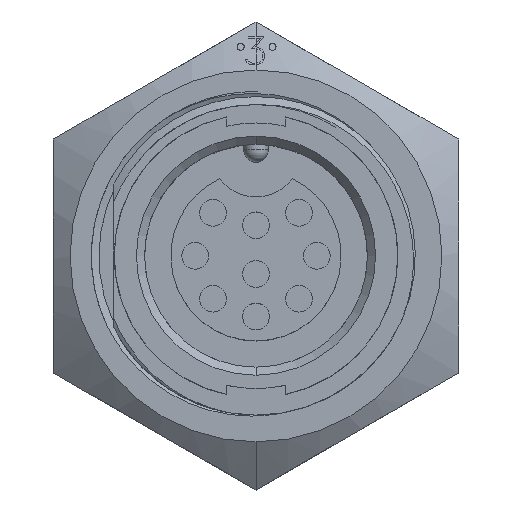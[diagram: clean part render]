
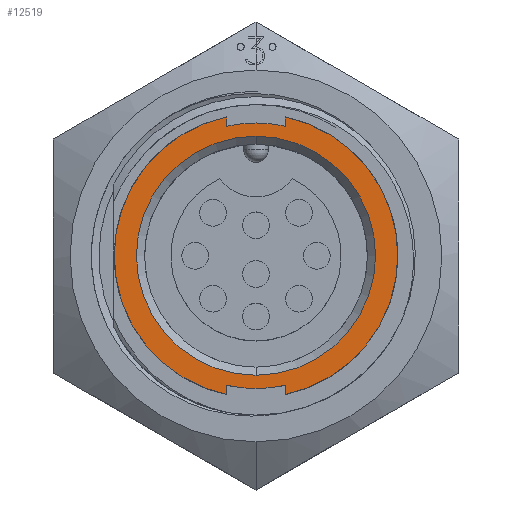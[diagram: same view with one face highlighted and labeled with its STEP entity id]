
A CAD part, top view. The second image highlights one B-rep face of the part: STEP entity #12519.
In plain terms, the highlighted planar face has unit normal (0, 0, 1).
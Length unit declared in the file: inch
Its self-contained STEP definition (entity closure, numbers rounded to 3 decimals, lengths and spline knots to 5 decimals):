
#4028 = PLANE ( 'NONE',  #18696 ) ;
#4029 = CARTESIAN_POINT ( 'NONE',  ( 0., 0.295, 0. ) ) ;
#4030 = DIRECTION ( 'NONE',  ( 0., 0., -1. ) ) ;
#4031 = DIRECTION ( 'NONE',  ( 0., 1., 0. ) ) ;
#4523 = CARTESIAN_POINT ( 'NONE',  ( 0., 0., 0. ) ) ;
#4530 = DIRECTION ( 'NONE',  ( 0., 0., 1. ) ) ;
#4531 = DIRECTION ( 'NONE',  ( 0., -1., 0. ) ) ;
#4541 = CARTESIAN_POINT ( 'NONE',  ( 0., 0., 0. ) ) ;
#4542 = DIRECTION ( 'NONE',  ( 0., 0., -1. ) ) ;
#4543 = DIRECTION ( 'NONE',  ( 1., 0., 0. ) ) ;
#4572 = CARTESIAN_POINT ( 'NONE',  ( 0., 0., 0. ) ) ;
#4576 = DIRECTION ( 'NONE',  ( 0., 0., -1. ) ) ;
#4577 = DIRECTION ( 'NONE',  ( 1., 0., 0. ) ) ;
#6058 = AXIS2_PLACEMENT_3D ( 'NONE', #6643, #6644, #6645 ) ;
#6060 = AXIS2_PLACEMENT_3D ( 'NONE', #6637, #6641, #6642 ) ;
#6065 = VECTOR ( 'NONE', #6610, 39.37008 ) ;
#6067 = AXIS2_PLACEMENT_3D ( 'NONE', #6604, #6617, #6618 ) ;
#6069 = AXIS2_PLACEMENT_3D ( 'NONE', #6646, #6647, #6648 ) ;
#6071 = VECTOR ( 'NONE', #6625, 39.37008 ) ;
#6072 = VECTOR ( 'NONE', #6628, 39.37008 ) ;
#6074 = AXIS2_PLACEMENT_3D ( 'NONE', #6619, #6635, #6636 ) ;
#6077 = VECTOR ( 'NONE', #6640, 39.37008 ) ;
#6604 = CARTESIAN_POINT ( 'NONE',  ( 0., 0., 0. ) ) ;
#6608 = LINE ( 'NONE', #6609, #6065 ) ;
#6609 = CARTESIAN_POINT ( 'NONE',  ( -0.0725, -0.31937, 0. ) ) ;
#6610 = DIRECTION ( 'NONE',  ( 0., -1., 0. ) ) ;
#6617 = DIRECTION ( 'NONE',  ( 0., 0., 1. ) ) ;
#6618 = DIRECTION ( 'NONE',  ( 0., -1., 0. ) ) ;
#6619 = CARTESIAN_POINT ( 'NONE',  ( 0., 0., 0. ) ) ;
#6623 = LINE ( 'NONE', #6624, #6071 ) ;
#6624 = CARTESIAN_POINT ( 'NONE',  ( -0.0725, 0.34241, 0. ) ) ;
#6625 = DIRECTION ( 'NONE',  ( 0., -1., 0. ) ) ;
#6626 = LINE ( 'NONE', #6627, #6072 ) ;
#6627 = CARTESIAN_POINT ( 'NONE',  ( 0.0725, 0.34241, 0. ) ) ;
#6628 = DIRECTION ( 'NONE',  ( 0., 1., 0. ) ) ;
#6635 = DIRECTION ( 'NONE',  ( 0., 0., 1. ) ) ;
#6636 = DIRECTION ( 'NONE',  ( 0., -1., 0. ) ) ;
#6637 = CARTESIAN_POINT ( 'NONE',  ( 0., 0., 0. ) ) ;
#6638 = LINE ( 'NONE', #6639, #6077 ) ;
#6639 = CARTESIAN_POINT ( 'NONE',  ( 0.0725, -0.31937, 0. ) ) ;
#6640 = DIRECTION ( 'NONE',  ( 0., 1., 0. ) ) ;
#6641 = DIRECTION ( 'NONE',  ( 0., 0., -1. ) ) ;
#6642 = DIRECTION ( 'NONE',  ( 1., 0., 0. ) ) ;
#6643 = CARTESIAN_POINT ( 'NONE',  ( 0., 0., 0. ) ) ;
#6644 = DIRECTION ( 'NONE',  ( 0., 0., -1. ) ) ;
#6645 = DIRECTION ( 'NONE',  ( 1., 0., 0. ) ) ;
#6646 = CARTESIAN_POINT ( 'NONE',  ( 0., 0., 0. ) ) ;
#6647 = DIRECTION ( 'NONE',  ( 0., 0., 1. ) ) ;
#6648 = DIRECTION ( 'NONE',  ( 0., -1., 0. ) ) ;
#10583 = EDGE_LOOP ( 'NONE', ( #14575, #14576, #14577, #14574, #14578, #14579, #14580, #14581, #14582, #14583 ) ) ;
#10599 = EDGE_LOOP ( 'NONE', ( #14585, #14586 ) ) ;
#11941 = VERTEX_POINT ( 'NONE', #16712 ) ;
#11952 = VERTEX_POINT ( 'NONE', #16723 ) ;
#11956 = VERTEX_POINT ( 'NONE', #16727 ) ;
#11958 = VERTEX_POINT ( 'NONE', #16729 ) ;
#11959 = VERTEX_POINT ( 'NONE', #16730 ) ;
#11960 = VERTEX_POINT ( 'NONE', #16731 ) ;
#12061 = VERTEX_POINT ( 'NONE', #16832 ) ;
#12062 = VERTEX_POINT ( 'NONE', #16833 ) ;
#12063 = VERTEX_POINT ( 'NONE', #16834 ) ;
#12064 = VERTEX_POINT ( 'NONE', #16835 ) ;
#12076 = VERTEX_POINT ( 'NONE', #16847 ) ;
#12077 = VERTEX_POINT ( 'NONE', #16848 ) ;
#12519 = ADVANCED_FACE ( 'NONE', ( #18688, #18694 ), #4028, .F. ) ;
#12664 = EDGE_CURVE ( 'NONE', #11958, #11941, #13366, .T. ) ;
#12668 = EDGE_CURVE ( 'NONE', #11956, #11952, #13368, .T. ) ;
#12678 = EDGE_CURVE ( 'NONE', #11960, #11959, #13371, .T. ) ;
#12877 = EDGE_CURVE ( 'NONE', #12061, #12062, #6608, .T. ) ;
#12880 = EDGE_CURVE ( 'NONE', #12063, #12062, #13383, .T. ) ;
#12882 = EDGE_CURVE ( 'NONE', #12063, #12064, #6623, .T. ) ;
#12883 = EDGE_CURVE ( 'NONE', #11952, #12077, #6626, .T. ) ;
#12886 = EDGE_CURVE ( 'NONE', #12076, #12077, #13384, .T. ) ;
#12887 = EDGE_CURVE ( 'NONE', #12076, #11960, #6638, .T. ) ;
#12888 = EDGE_CURVE ( 'NONE', #11959, #12061, #13385, .T. ) ;
#12889 = EDGE_CURVE ( 'NONE', #12064, #11956, #13386, .T. ) ;
#12890 = EDGE_CURVE ( 'NONE', #11941, #11958, #13387, .T. ) ;
#13366 = CIRCLE ( 'NONE', #18832, 0.295 ) ;
#13368 = CIRCLE ( 'NONE', #18827, 0.3275 ) ;
#13371 = CIRCLE ( 'NONE', #18843, 0.3275 ) ;
#13383 = CIRCLE ( 'NONE', #6067, 0.35 ) ;
#13384 = CIRCLE ( 'NONE', #6074, 0.35 ) ;
#13385 = CIRCLE ( 'NONE', #6060, 0.3275 ) ;
#13386 = CIRCLE ( 'NONE', #6058, 0.3275 ) ;
#13387 = CIRCLE ( 'NONE', #6069, 0.295 ) ;
#14574 = ORIENTED_EDGE ( 'NONE', *, *, #12883, .F. ) ;
#14575 = ORIENTED_EDGE ( 'NONE', *, *, #12678, .F. ) ;
#14576 = ORIENTED_EDGE ( 'NONE', *, *, #12887, .F. ) ;
#14577 = ORIENTED_EDGE ( 'NONE', *, *, #12886, .T. ) ;
#14578 = ORIENTED_EDGE ( 'NONE', *, *, #12668, .F. ) ;
#14579 = ORIENTED_EDGE ( 'NONE', *, *, #12889, .F. ) ;
#14580 = ORIENTED_EDGE ( 'NONE', *, *, #12882, .F. ) ;
#14581 = ORIENTED_EDGE ( 'NONE', *, *, #12880, .T. ) ;
#14582 = ORIENTED_EDGE ( 'NONE', *, *, #12877, .F. ) ;
#14583 = ORIENTED_EDGE ( 'NONE', *, *, #12888, .F. ) ;
#14585 = ORIENTED_EDGE ( 'NONE', *, *, #12890, .F. ) ;
#14586 = ORIENTED_EDGE ( 'NONE', *, *, #12664, .F. ) ;
#16712 = CARTESIAN_POINT ( 'NONE',  ( 0., -0.295, 0. ) ) ;
#16723 = CARTESIAN_POINT ( 'NONE',  ( 0.0725, 0.31937, 0. ) ) ;
#16727 = CARTESIAN_POINT ( 'NONE',  ( 0., 0.3275, 0. ) ) ;
#16729 = CARTESIAN_POINT ( 'NONE',  ( 0., 0.295, 0. ) ) ;
#16730 = CARTESIAN_POINT ( 'NONE',  ( 0., -0.3275, 0. ) ) ;
#16731 = CARTESIAN_POINT ( 'NONE',  ( 0.0725, -0.31937, 0. ) ) ;
#16832 = CARTESIAN_POINT ( 'NONE',  ( -0.0725, -0.31937, 0. ) ) ;
#16833 = CARTESIAN_POINT ( 'NONE',  ( -0.0725, -0.34241, 0. ) ) ;
#16834 = CARTESIAN_POINT ( 'NONE',  ( -0.0725, 0.34241, 0. ) ) ;
#16835 = CARTESIAN_POINT ( 'NONE',  ( -0.0725, 0.31937, 0. ) ) ;
#16847 = CARTESIAN_POINT ( 'NONE',  ( 0.0725, -0.34241, 0. ) ) ;
#16848 = CARTESIAN_POINT ( 'NONE',  ( 0.0725, 0.34241, 0. ) ) ;
#18688 = FACE_OUTER_BOUND ( 'NONE', #10583, .T. ) ;
#18694 = FACE_BOUND ( 'NONE', #10599, .T. ) ;
#18696 = AXIS2_PLACEMENT_3D ( 'NONE', #4029, #4030, #4031 ) ;
#18827 = AXIS2_PLACEMENT_3D ( 'NONE', #4541, #4542, #4543 ) ;
#18832 = AXIS2_PLACEMENT_3D ( 'NONE', #4523, #4530, #4531 ) ;
#18843 = AXIS2_PLACEMENT_3D ( 'NONE', #4572, #4576, #4577 ) ;
